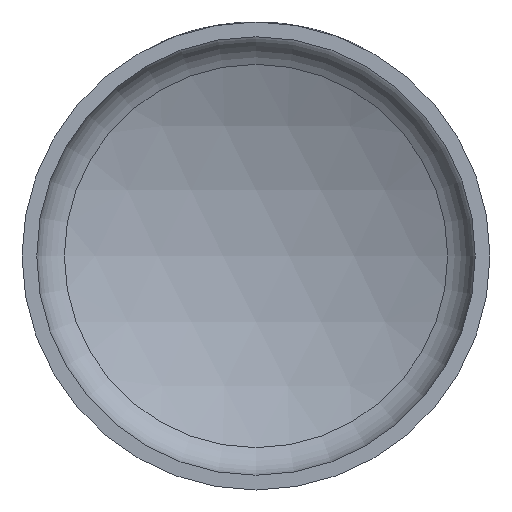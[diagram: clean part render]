
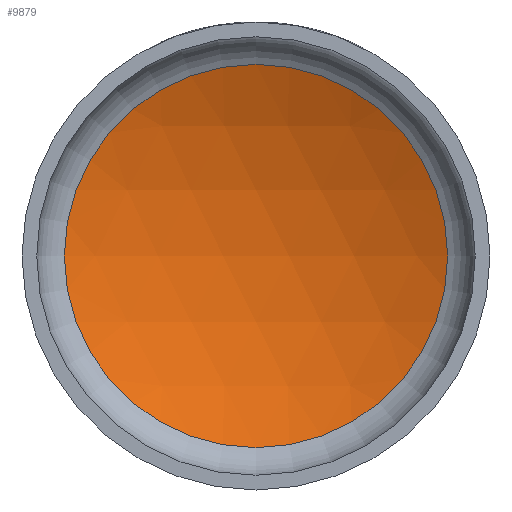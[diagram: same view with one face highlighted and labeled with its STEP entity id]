
A CAD part, front view. The second image highlights one B-rep face of the part: STEP entity #9879.
In plain terms, the highlighted spherical face has radius 63.5 mm.
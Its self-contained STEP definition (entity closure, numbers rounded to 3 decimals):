
#358 = CIRCLE ( 'NONE', #2486, 26. ) ;
#598 = DIRECTION ( 'NONE',  ( 0., 0., -1. ) ) ;
#2486 = AXIS2_PLACEMENT_3D ( 'NONE', #13633, #8696, #598 ) ;
#5054 = ORIENTED_EDGE ( 'NONE', *, *, #5481, .T. ) ;
#5481 = EDGE_CURVE ( 'NONE', #20784, #20784, #358, .T. ) ;
#6000 = SPHERICAL_SURFACE ( 'NONE', #14805, 63.5 ) ;
#8696 = DIRECTION ( 'NONE',  ( 0., -1., 0. ) ) ;
#9879 = ADVANCED_FACE ( 'NONE', ( #19383 ), #6000, .F. ) ;
#10050 = CARTESIAN_POINT ( 'NONE',  ( 0., -47.14, 0. ) ) ;
#13633 = CARTESIAN_POINT ( 'NONE',  ( 0., 10.793, 0. ) ) ;
#14474 = CARTESIAN_POINT ( 'NONE',  ( 0., 10.793, -26. ) ) ;
#14805 = AXIS2_PLACEMENT_3D ( 'NONE', #10050, #18720, #19156 ) ;
#14979 = EDGE_LOOP ( 'NONE', ( #5054 ) ) ;
#18720 = DIRECTION ( 'NONE',  ( 0., 0., 1. ) ) ;
#19156 = DIRECTION ( 'NONE',  ( 1., 0., 0. ) ) ;
#19383 = FACE_OUTER_BOUND ( 'NONE', #14979, .T. ) ;
#20784 = VERTEX_POINT ( 'NONE', #14474 ) ;
